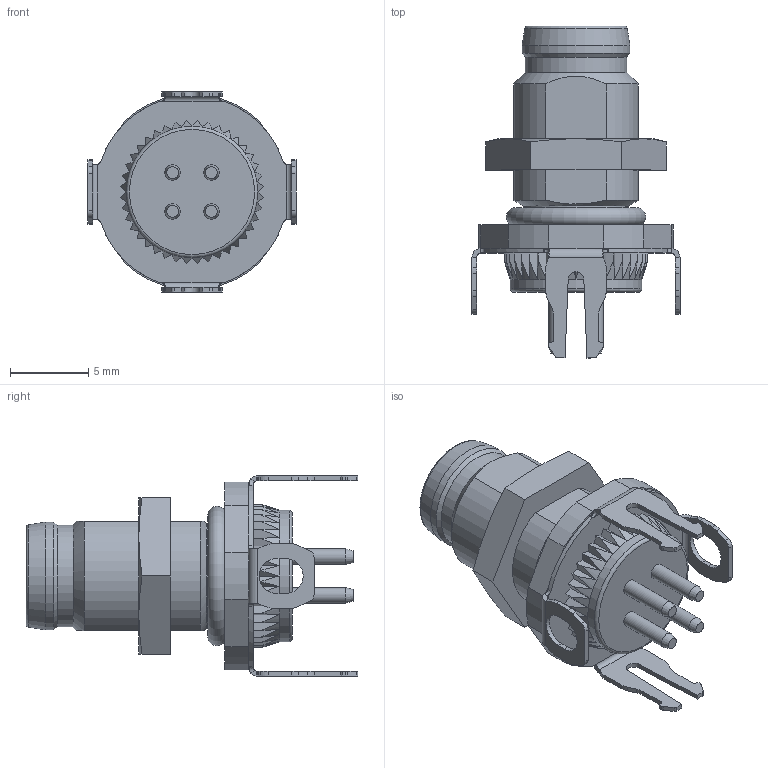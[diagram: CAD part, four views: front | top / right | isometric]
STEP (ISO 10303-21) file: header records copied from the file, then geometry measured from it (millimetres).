
FILE_DESCRIPTION(/* description */ (''),/* implementation_level */ '2;1');
FILE_NAME(/* name */ 'IE-FHM8SSP4_PM8_stp.stp',/* time_stamp */ '2020-08-13T11:08:29+02:00',/* author */ ('ESCHA GmbH & Co. KG'),/* organization */ ('ESCHA GmbH & Co. KG'),/* preprocessor_version */ 'ST-DEVELOPER v16',/* originating_system */ 'SIEMENS PLM Software NX 10.0',/* authorisation */ '');
FILE_SCHEMA (('AUTOMOTIVE_DESIGN { 1 0 10303 214 3 1 1 1 }'));
Length unit declared in the file: millimetre
Products named in the file (1): IE-FHM8SSP4_PM8_stp
Bounding box: 13.3 x 21.2 x 12.8 mm (x, y, z)
Volume: 917.5 mm3; surface area: 1174.7 mm2
Topology: 1 solids, 1 shells, 358 faces, 974 edges, 625 vertices
Faces by surface type: plane 208, cylinder 107, cone 15, torus 12, bspline 8, extrusion 4, sphere 4
Full cylindrical faces by diameter (mm): 1 x8, 5.8 x1, 6.5 x1, 6.7 x1, 6.9 x1, 8.4 x1
Entity records: 11431 total; most frequent: CARTESIAN_POINT 2721, ORIENTED_EDGE 1850, DIRECTION 1715, EDGE_CURVE 925, VERTEX_POINT 609, AXIS2_PLACEMENT_3D 581, VECTOR 553, LINE 549
